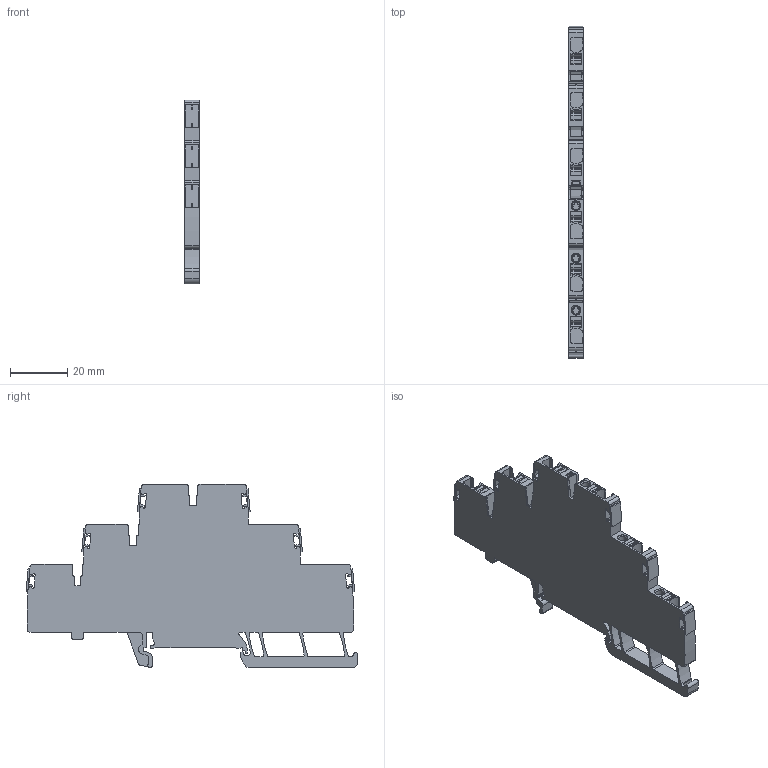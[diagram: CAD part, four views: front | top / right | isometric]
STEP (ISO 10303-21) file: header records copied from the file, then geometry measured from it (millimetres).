
FILE_DESCRIPTION(('CATIA V5 STEP Exchange','CAx-IF Rec.Pracs.--- Model Styling and Organization---1.4--- 2014-01-23'),'2;1');
FILE_NAME ('D1463979_0', '2020-11-12T06:19:46+00:00', ('none'), ('Weidmueller'), 'CATIA Version 5-6 Release 2016 SP3 HF44', 'CATIA V5 STEP AP214', 'none');
FILE_SCHEMA(('AUTOMOTIVE_DESIGN { 1 0 10303 214 1 1 1 1 }'));
Length unit declared in the file: millimetre
Products named in the file (1): 2771890000
Bounding box: 5.1 x 115.92 x 64.15 mm (x, y, z)
Volume: 21983.5 mm3; surface area: 14467 mm2
Topology: 13 solids, 13 shells, 922 faces, 2634 edges, 1754 vertices
Faces by surface type: plane 511, cylinder 305, extrusion 96, cone 6, bspline 4
Entity records: 33733 total; most frequent: CARTESIAN_POINT 9751, ORIENTED_EDGE 5268, DIRECTION 3838, EDGE_CURVE 2634, VECTOR 1898, LINE 1802, VERTEX_POINT 1754, AXIS2_PLACEMENT_3D 1234
